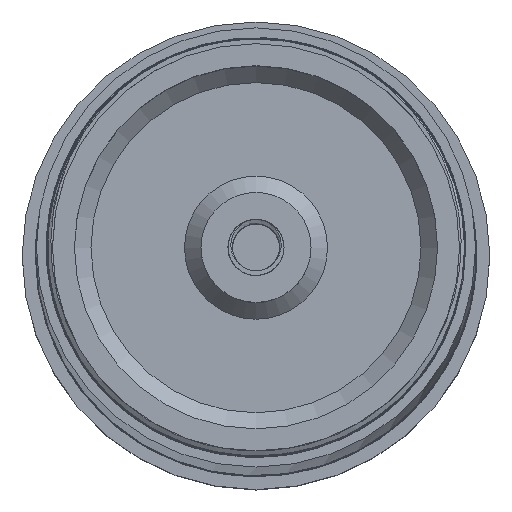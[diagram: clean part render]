
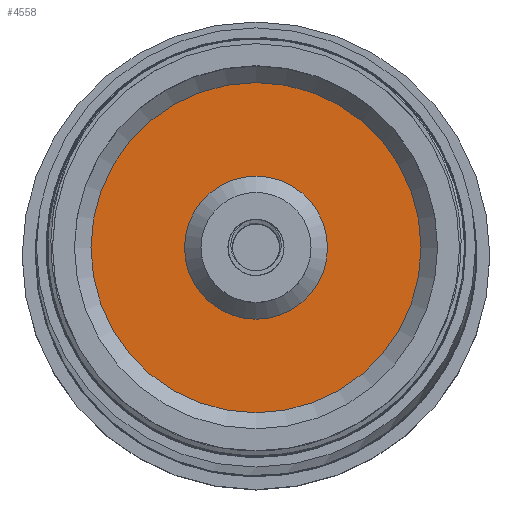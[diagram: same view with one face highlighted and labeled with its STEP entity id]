
A CAD part, top view. The second image highlights one B-rep face of the part: STEP entity #4558.
In plain terms, the highlighted planar face has unit normal (0, 0, 1).
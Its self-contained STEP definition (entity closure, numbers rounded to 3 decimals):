
#191=FACE_BOUND('',#779,.T.);
#228=PLANE('',#5015);
#492=FACE_OUTER_BOUND('',#778,.T.);
#778=EDGE_LOOP('',(#4072));
#779=EDGE_LOOP('',(#4073));
#873=CIRCLE('',#5014,13.);
#874=CIRCLE('',#5016,30.);
#2095=VERTEX_POINT('',#28407);
#2096=VERTEX_POINT('',#28411);
#2755=EDGE_CURVE('',#2095,#2095,#873,.T.);
#2757=EDGE_CURVE('',#2096,#2096,#874,.T.);
#4072=ORIENTED_EDGE('',*,*,#2757,.F.);
#4073=ORIENTED_EDGE('',*,*,#2755,.T.);
#4558=ADVANCED_FACE('',(#492,#191),#228,.T.);
#5014=AXIS2_PLACEMENT_3D('',#28408,#5937,#5938);
#5015=AXIS2_PLACEMENT_3D('',#28410,#5940,#5941);
#5016=AXIS2_PLACEMENT_3D('',#28412,#5942,#5943);
#5937=DIRECTION('center_axis',(0.,0.,-1.));
#5938=DIRECTION('ref_axis',(1.,0.,0.));
#5940=DIRECTION('center_axis',(0.,0.,1.));
#5941=DIRECTION('ref_axis',(1.,0.,0.));
#5942=DIRECTION('center_axis',(0.,0.,-1.));
#5943=DIRECTION('ref_axis',(1.,0.,0.));
#28407=CARTESIAN_POINT('',(13.,0.,10.));
#28408=CARTESIAN_POINT('Origin',(0.,0.,10.));
#28410=CARTESIAN_POINT('Origin',(-30.,0.,10.));
#28411=CARTESIAN_POINT('',(30.,0.,10.));
#28412=CARTESIAN_POINT('Origin',(0.,0.,10.));
